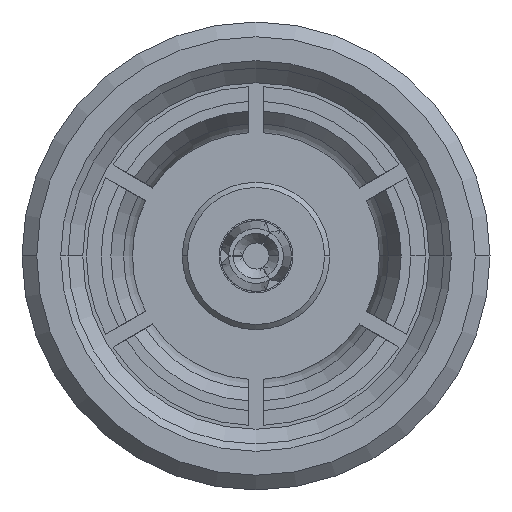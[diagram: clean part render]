
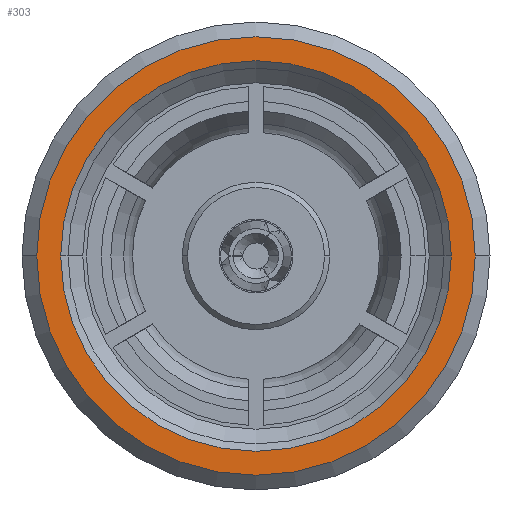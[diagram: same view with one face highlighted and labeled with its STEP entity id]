
A CAD part, left-side view. The second image highlights one B-rep face of the part: STEP entity #303.
In plain terms, the highlighted face is planar.
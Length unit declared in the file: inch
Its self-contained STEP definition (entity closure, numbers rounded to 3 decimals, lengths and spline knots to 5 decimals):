
#110 = CARTESIAN_POINT ( 'NONE',  ( 0., 0., -0.80118 ) ) ;
#150 = DIRECTION ( 'NONE',  ( -1., 0., 0. ) ) ;
#231 = CARTESIAN_POINT ( 'NONE',  ( 0., 0., -0.80118 ) ) ;
#303 = ADVANCED_FACE ( 'NONE', ( #3257, #3766 ), #6650, .F. ) ;
#657 = CARTESIAN_POINT ( 'NONE',  ( -0.10433, 0., -0.80118 ) ) ;
#660 = VERTEX_POINT ( 'NONE', #2640 ) ;
#818 = CARTESIAN_POINT ( 'NONE',  ( 0., 0., -0.80118 ) ) ;
#853 = DIRECTION ( 'NONE',  ( 0., 0., -1. ) ) ;
#990 = DIRECTION ( 'NONE',  ( 1., 0., 0. ) ) ;
#1218 = DIRECTION ( 'NONE',  ( 0., 0., -1. ) ) ;
#1293 = EDGE_CURVE ( 'NONE', #3342, #6073, #4590, .T. ) ;
#1364 = VERTEX_POINT ( 'NONE', #3052 ) ;
#1537 = CARTESIAN_POINT ( 'NONE',  ( 0., 0.10433, -0.80118 ) ) ;
#1616 = CARTESIAN_POINT ( 'NONE',  ( 0., 0., -0.80118 ) ) ;
#1797 = CIRCLE ( 'NONE', #2744, 0.11713 ) ;
#2091 = DIRECTION ( 'NONE',  ( -1., 0., 0. ) ) ;
#2309 = CARTESIAN_POINT ( 'NONE',  ( 0.10433, 0., -0.80118 ) ) ;
#2640 = CARTESIAN_POINT ( 'NONE',  ( 0.11713, 0., -0.80118 ) ) ;
#2744 = AXIS2_PLACEMENT_3D ( 'NONE', #1616, #3841, #2091 ) ;
#3052 = CARTESIAN_POINT ( 'NONE',  ( -0.11713, 0., -0.80118 ) ) ;
#3257 = FACE_BOUND ( 'NONE', #3611, .T. ) ;
#3290 = ORIENTED_EDGE ( 'NONE', *, *, #4404, .F. ) ;
#3299 = AXIS2_PLACEMENT_3D ( 'NONE', #110, #4578, #6800 ) ;
#3342 = VERTEX_POINT ( 'NONE', #657 ) ;
#3611 = EDGE_LOOP ( 'NONE', ( #5921, #3290 ) ) ;
#3766 = FACE_OUTER_BOUND ( 'NONE', #4020, .T. ) ;
#3841 = DIRECTION ( 'NONE',  ( 0., 0., -1. ) ) ;
#3885 = AXIS2_PLACEMENT_3D ( 'NONE', #1537, #4282, #990 ) ;
#4020 = EDGE_LOOP ( 'NONE', ( #6356, #6868 ) ) ;
#4113 = CIRCLE ( 'NONE', #3299, 0.11713 ) ;
#4282 = DIRECTION ( 'NONE',  ( 0., 0., 1. ) ) ;
#4404 = EDGE_CURVE ( 'NONE', #6073, #3342, #6108, .T. ) ;
#4578 = DIRECTION ( 'NONE',  ( 0., 0., -1. ) ) ;
#4590 = CIRCLE ( 'NONE', #5522, 0.10433 ) ;
#5085 = EDGE_CURVE ( 'NONE', #1364, #660, #1797, .T. ) ;
#5522 = AXIS2_PLACEMENT_3D ( 'NONE', #231, #853, #5772 ) ;
#5688 = EDGE_CURVE ( 'NONE', #660, #1364, #4113, .T. ) ;
#5772 = DIRECTION ( 'NONE',  ( -1., 0., 0. ) ) ;
#5921 = ORIENTED_EDGE ( 'NONE', *, *, #1293, .F. ) ;
#6073 = VERTEX_POINT ( 'NONE', #2309 ) ;
#6108 = CIRCLE ( 'NONE', #6925, 0.10433 ) ;
#6356 = ORIENTED_EDGE ( 'NONE', *, *, #5688, .T. ) ;
#6650 = PLANE ( 'NONE',  #3885 ) ;
#6800 = DIRECTION ( 'NONE',  ( -1., 0., 0. ) ) ;
#6868 = ORIENTED_EDGE ( 'NONE', *, *, #5085, .T. ) ;
#6925 = AXIS2_PLACEMENT_3D ( 'NONE', #818, #1218, #150 ) ;
